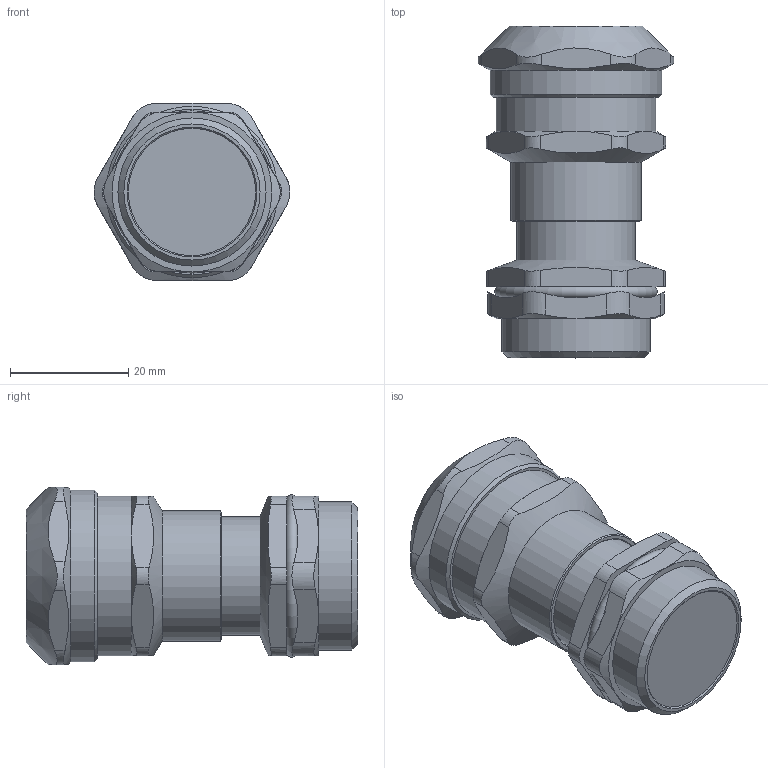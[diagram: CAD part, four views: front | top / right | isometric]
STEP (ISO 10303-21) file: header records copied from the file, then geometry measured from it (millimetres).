
FILE_DESCRIPTION(/* description */ (''),/* implementation_level */ '2;1');
FILE_NAME(/* name */ '',/* time_stamp */ '2025-07-01T10:39:52+07:00',/* author */ ('zeta-86'),/* organization */ (''),/* preprocessor_version */ 'ST-DEVELOPER v19.2',/* originating_system */ 'Autodesk Inventor 2024',/* authorisation */ '');
FILE_SCHEMA (('AUTOMOTIVE_DESIGN { 1 0 10303 214 3 1 1 }'));
Length unit declared in the file: millimetre
Products named in the file (1): Деталь1
Bounding box: 33.09 x 56.03 x 30 mm (x, y, z)
Volume: 28801.6 mm3; surface area: 6558.3 mm2
Topology: 1 solids, 1 shells, 95 faces, 234 edges, 149 vertices
Faces by surface type: plane 33, cylinder 29, cone 27, bspline 4, torus 2
Full cylindrical faces by diameter (mm): 20 x1, 22 x1, 25 x1, 27 x1, 29 x1
Entity records: 3311 total; most frequent: CARTESIAN_POINT 1279, ORIENTED_EDGE 468, DIRECTION 354, EDGE_CURVE 234, VERTEX_POINT 149, AXIS2_PLACEMENT_3D 143, EDGE_LOOP 103, FACE_OUTER_BOUND 95
